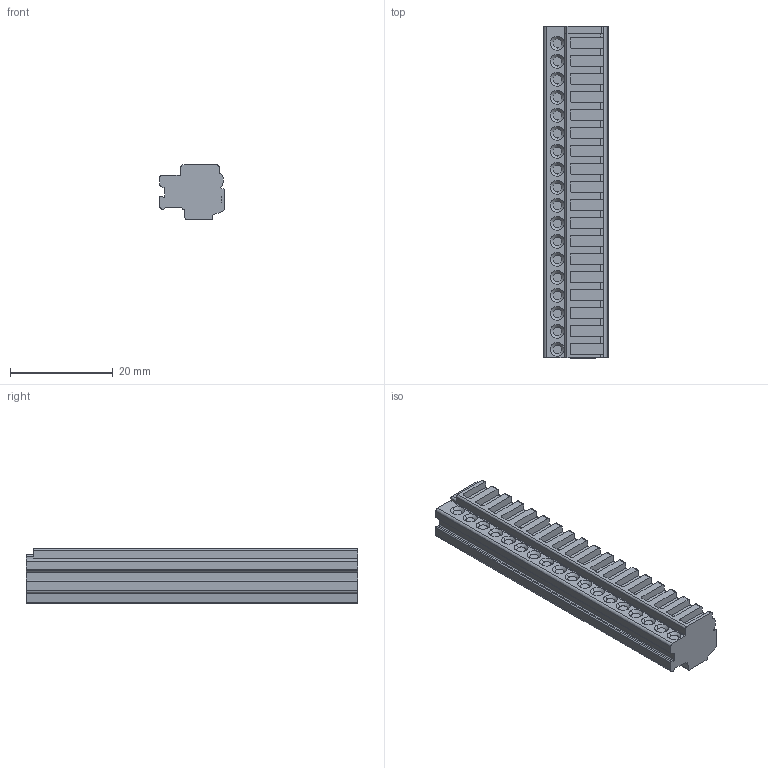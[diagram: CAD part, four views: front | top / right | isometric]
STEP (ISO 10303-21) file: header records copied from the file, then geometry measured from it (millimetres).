
FILE_DESCRIPTION((''),'2;1');
FILE_NAME('RRGG','2024-10-15T11:01:57',('tluser'),(''),'CREO PARAMETRIC BY PTC INC, 2018100','CREO PARAMETRIC BY PTC INC, 2018100','');
FILE_SCHEMA(('CONFIG_CONTROL_DESIGN'));
Length unit declared in the file: millimetre
Products named in the file (1): RRGG
Bounding box: 12.5 x 64.5 x 10.6 mm (x, y, z)
Volume: 6309.2 mm3; surface area: 3709.1 mm2
Topology: 1 solids, 1 shells, 571 faces, 1509 edges, 994 vertices
Faces by surface type: plane 316, cylinder 183, cone 72
Entity records: 18019 total; most frequent: CARTESIAN_POINT 3382, DIRECTION 3125, ORIENTED_EDGE 3018, EDGE_CURVE 1509, AXIS2_PLACEMENT_3D 1081, VERTEX_POINT 994, VECTOR 963, LINE 963
